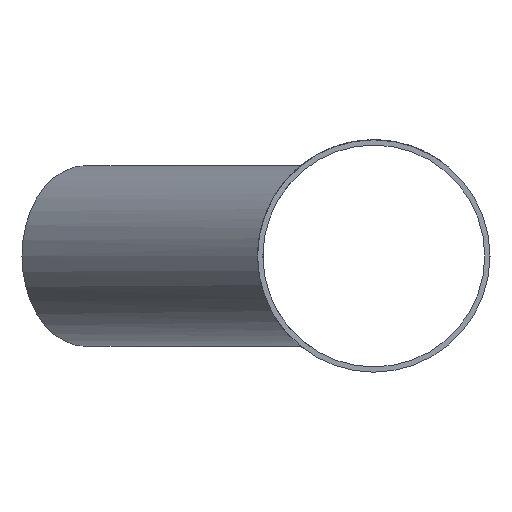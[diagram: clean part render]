
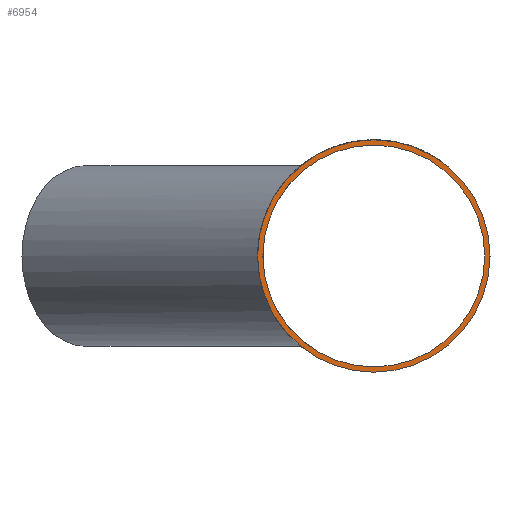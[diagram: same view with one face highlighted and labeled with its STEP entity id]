
A CAD part, left-side view. The second image highlights one B-rep face of the part: STEP entity #6954.
In plain terms, the highlighted planar face has unit normal (-1, 0, 0).
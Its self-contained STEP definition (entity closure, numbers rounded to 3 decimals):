
#1477 = PLANE ( 'NONE',  #15914 ) ;
#3294 = CIRCLE ( 'NONE', #14298, 54.55 ) ;
#4796 = DIRECTION ( 'NONE',  ( -1., 0., 0. ) ) ;
#5432 = CARTESIAN_POINT ( 'NONE',  ( -138., 0., 0. ) ) ;
#6954 = ADVANCED_FACE ( 'NONE', ( #13514, #10419 ), #1477, .T. ) ;
#8693 = ORIENTED_EDGE ( 'NONE', *, *, #9518, .F. ) ;
#8703 = DIRECTION ( 'NONE',  ( 0., 0., 1. ) ) ;
#8864 = EDGE_LOOP ( 'NONE', ( #17515 ) ) ;
#9518 = EDGE_CURVE ( 'NONE', #9668, #9668, #3294, .T. ) ;
#9668 = VERTEX_POINT ( 'NONE', #18391 ) ;
#10419 = FACE_OUTER_BOUND ( 'NONE', #8864, .T. ) ;
#11255 = AXIS2_PLACEMENT_3D ( 'NONE', #25004, #4796, #15883 ) ;
#11645 = CARTESIAN_POINT ( 'NONE',  ( -138., 0., 57.15 ) ) ;
#11885 = DIRECTION ( 'NONE',  ( -1., 0., 0. ) ) ;
#13514 = FACE_BOUND ( 'NONE', #26681, .T. ) ;
#14298 = AXIS2_PLACEMENT_3D ( 'NONE', #5432, #11885, #27545 ) ;
#15883 = DIRECTION ( 'NONE',  ( 0., 0., 1. ) ) ;
#15914 = AXIS2_PLACEMENT_3D ( 'NONE', #21267, #21745, #8703 ) ;
#16871 = EDGE_CURVE ( 'NONE', #20009, #20009, #25846, .T. ) ;
#17515 = ORIENTED_EDGE ( 'NONE', *, *, #16871, .T. ) ;
#18391 = CARTESIAN_POINT ( 'NONE',  ( -138., 0., 54.55 ) ) ;
#20009 = VERTEX_POINT ( 'NONE', #11645 ) ;
#21267 = CARTESIAN_POINT ( 'NONE',  ( -138., 0., 0. ) ) ;
#21745 = DIRECTION ( 'NONE',  ( -1., 0., 0. ) ) ;
#25004 = CARTESIAN_POINT ( 'NONE',  ( -138., 0., 0. ) ) ;
#25846 = CIRCLE ( 'NONE', #11255, 57.15 ) ;
#26681 = EDGE_LOOP ( 'NONE', ( #8693 ) ) ;
#27545 = DIRECTION ( 'NONE',  ( 0., 0., 1. ) ) ;
